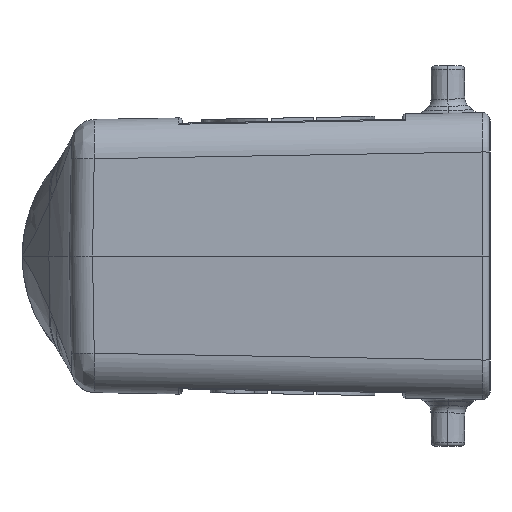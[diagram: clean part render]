
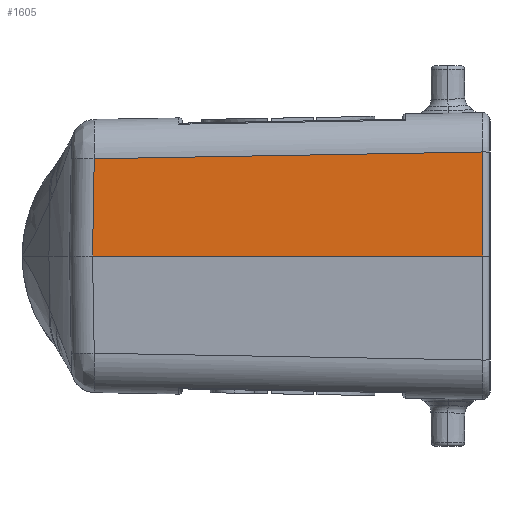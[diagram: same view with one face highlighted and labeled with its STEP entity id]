
A CAD part, left-side view. The second image highlights one B-rep face of the part: STEP entity #1605.
In plain terms, the highlighted planar face has unit normal (-1, 0.018, 0.017).
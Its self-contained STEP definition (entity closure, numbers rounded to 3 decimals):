
#565=B_SPLINE_CURVE_WITH_KNOTS('',3,(#17722,#17723,#17724,#17725),
 .UNSPECIFIED.,.F.,.F.,(4,4),(0.,1.),.UNSPECIFIED.);
#637=B_SPLINE_CURVE_WITH_KNOTS('',3,(#19321,#19322,#19323,#19324),
 .UNSPECIFIED.,.F.,.F.,(4,4),(0.,1.),.UNSPECIFIED.);
#1605=ADVANCED_FACE('',(#2362),#1865,.T.);
#1865=PLANE('',#9746);
#2362=FACE_OUTER_BOUND('',#2931,.T.);
#2931=EDGE_LOOP('',(#5482,#5483,#5484,#5485));
#5482=ORIENTED_EDGE('',*,*,#7532,.F.);
#5483=ORIENTED_EDGE('',*,*,#7629,.F.);
#5484=ORIENTED_EDGE('',*,*,#7631,.T.);
#5485=ORIENTED_EDGE('',*,*,#7632,.T.);
#6298=VERTEX_POINT('',#17721);
#6299=VERTEX_POINT('',#17726);
#6344=VERTEX_POINT('',#19314);
#6346=VERTEX_POINT('',#19320);
#7532=EDGE_CURVE('',#6298,#6299,#565,.T.);
#7629=EDGE_CURVE('',#6344,#6298,#8312,.T.);
#7631=EDGE_CURVE('',#6344,#6346,#8314,.T.);
#7632=EDGE_CURVE('',#6346,#6299,#637,.T.);
#8312=LINE('',#19316,#8994);
#8314=LINE('',#19319,#8996);
#8994=VECTOR('',#11919,1.);
#8996=VECTOR('',#11923,1.);
#9746=AXIS2_PLACEMENT_3D('',#19325,#11924,#11925);
#11919=DIRECTION('',(0.017,-0.017,1.));
#11923=DIRECTION('',(-0.017,-1.,0.));
#11924=DIRECTION('',(-1.,0.017,0.017));
#11925=DIRECTION('',(0.017,0.,1.));
#17721=CARTESIAN_POINT('',(-45.462,129.207,14.572));
#17722=CARTESIAN_POINT('',(-45.462,129.207,14.572));
#17723=CARTESIAN_POINT('',(-45.795,109.811,14.911));
#17724=CARTESIAN_POINT('',(-46.127,90.414,15.249));
#17725=CARTESIAN_POINT('',(-46.46,71.017,15.588));
#17726=CARTESIAN_POINT('',(-46.46,71.017,15.588));
#19314=CARTESIAN_POINT('',(-45.712,129.462,0.));
#19316=CARTESIAN_POINT('',(-45.712,129.462,0.));
#19319=CARTESIAN_POINT('',(-45.712,129.462,0.));
#19320=CARTESIAN_POINT('',(-46.732,71.017,0.));
#19321=CARTESIAN_POINT('',(-46.732,71.017,0.));
#19322=CARTESIAN_POINT('',(-46.642,71.017,5.196));
#19323=CARTESIAN_POINT('',(-46.551,71.017,10.392));
#19324=CARTESIAN_POINT('',(-46.46,71.017,15.588));
#19325=CARTESIAN_POINT('',(-46.333,70.,23.912));
